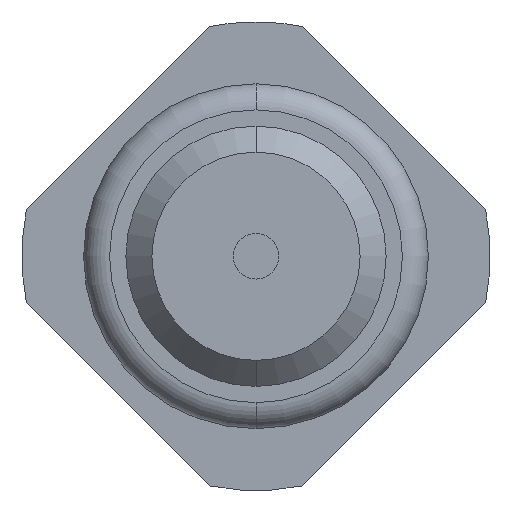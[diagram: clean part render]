
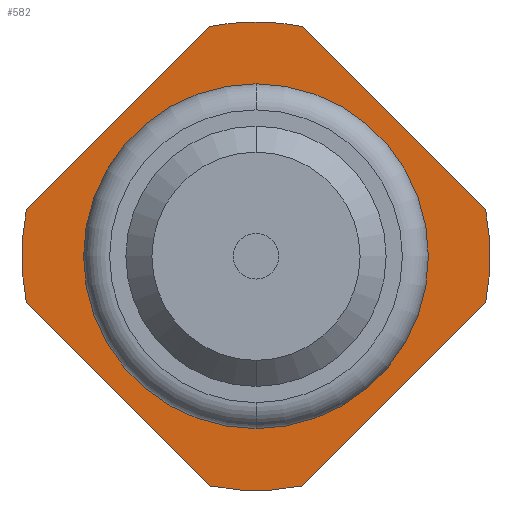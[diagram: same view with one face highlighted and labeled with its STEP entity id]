
A CAD part, front view. The second image highlights one B-rep face of the part: STEP entity #582.
In plain terms, the highlighted planar face has unit normal (0, -1, 0).
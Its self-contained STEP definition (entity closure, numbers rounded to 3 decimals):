
#134 = DIRECTION ( 'NONE',  ( 0., 0., 1. ) ) ;
#278 = EDGE_CURVE ( 'NONE', #2990, #363, #4815, .T. ) ;
#308 = ORIENTED_EDGE ( 'NONE', *, *, #5620, .F. ) ;
#338 = DIRECTION ( 'NONE',  ( 0., 0., 1. ) ) ;
#363 = VERTEX_POINT ( 'NONE', #1265 ) ;
#510 = AXIS2_PLACEMENT_3D ( 'NONE', #4222, #5254, #134 ) ;
#582 = ADVANCED_FACE ( 'Defeature ausgef�hrt2_2', ( #1777, #6569 ), #793, .F. ) ;
#697 = EDGE_CURVE ( 'NONE', #4107, #1254, #2454, .T. ) ;
#770 = DIRECTION ( 'NONE',  ( -0.707, 0., -0.707 ) ) ;
#793 = PLANE ( 'NONE',  #3443 ) ;
#800 = DIRECTION ( 'NONE',  ( 0.707, 0., 0.707 ) ) ;
#825 = CARTESIAN_POINT ( 'NONE',  ( 1.8, -2., 0. ) ) ;
#856 = CIRCLE ( 'NONE', #1173, 1.325 ) ;
#955 = EDGE_LOOP ( 'NONE', ( #4183, #989 ) ) ;
#967 = CIRCLE ( 'NONE', #1287, 1.325 ) ;
#976 = AXIS2_PLACEMENT_3D ( 'NONE', #2379, #4465, #338 ) ;
#989 = ORIENTED_EDGE ( 'NONE', *, *, #3418, .T. ) ;
#1076 = CARTESIAN_POINT ( 'NONE',  ( 0., -2., 0. ) ) ;
#1173 = AXIS2_PLACEMENT_3D ( 'NONE', #1923, #5090, #6183 ) ;
#1197 = CARTESIAN_POINT ( 'NONE',  ( 0., -2., 0. ) ) ;
#1241 = EDGE_CURVE ( 'NONE', #2922, #5360, #1661, .T. ) ;
#1254 = VERTEX_POINT ( 'NONE', #2748 ) ;
#1265 = CARTESIAN_POINT ( 'NONE',  ( -0.357, -2., 1.764 ) ) ;
#1287 = AXIS2_PLACEMENT_3D ( 'NONE', #1076, #5302, #2712 ) ;
#1343 = ORIENTED_EDGE ( 'NONE', *, *, #1241, .F. ) ;
#1444 = ORIENTED_EDGE ( 'NONE', *, *, #5041, .F. ) ;
#1477 = DIRECTION ( 'NONE',  ( 0., 0., 1. ) ) ;
#1495 = ORIENTED_EDGE ( 'NONE', *, *, #5081, .F. ) ;
#1509 = DIRECTION ( 'NONE',  ( 0., 1., 0. ) ) ;
#1661 = LINE ( 'NONE', #4178, #2866 ) ;
#1716 = CARTESIAN_POINT ( 'NONE',  ( -0.161, -2., 1.961 ) ) ;
#1719 = LINE ( 'NONE', #2326, #6295 ) ;
#1777 = FACE_BOUND ( 'NONE', #955, .T. ) ;
#1923 = CARTESIAN_POINT ( 'NONE',  ( 0., -2., 0. ) ) ;
#2080 = DIRECTION ( 'NONE',  ( 0.707, 0., -0.707 ) ) ;
#2086 = EDGE_CURVE ( 'NONE', #5360, #2990, #5519, .T. ) ;
#2222 = CARTESIAN_POINT ( 'NONE',  ( 0., -2., 1.325 ) ) ;
#2231 = VERTEX_POINT ( 'NONE', #2892 ) ;
#2306 = DIRECTION ( 'NONE',  ( 0., 1., 0. ) ) ;
#2326 = CARTESIAN_POINT ( 'NONE',  ( 1.961, -2., -0.161 ) ) ;
#2379 = CARTESIAN_POINT ( 'NONE',  ( 0., -2., 0. ) ) ;
#2454 = LINE ( 'NONE', #3068, #3119 ) ;
#2569 = CARTESIAN_POINT ( 'NONE',  ( 0., -2., -1.325 ) ) ;
#2606 = AXIS2_PLACEMENT_3D ( 'NONE', #4908, #2306, #6481 ) ;
#2712 = DIRECTION ( 'NONE',  ( 0., 0., 1. ) ) ;
#2748 = CARTESIAN_POINT ( 'NONE',  ( 1.764, -2., 0.357 ) ) ;
#2866 = VECTOR ( 'NONE', #4274, 1000. ) ;
#2876 = VERTEX_POINT ( 'NONE', #2222 ) ;
#2892 = CARTESIAN_POINT ( 'NONE',  ( 1.764, -2., -0.357 ) ) ;
#2922 = VERTEX_POINT ( 'NONE', #4446 ) ;
#2923 = EDGE_CURVE ( 'NONE', #2231, #5021, #1719, .T. ) ;
#2990 = VERTEX_POINT ( 'NONE', #4962 ) ;
#3068 = CARTESIAN_POINT ( 'NONE',  ( 1.961, -2., 0.161 ) ) ;
#3119 = VECTOR ( 'NONE', #2080, 1000. ) ;
#3269 = DIRECTION ( 'NONE',  ( 0., 1., 0. ) ) ;
#3418 = EDGE_CURVE ( 'NONE', #6617, #2876, #856, .T. ) ;
#3443 = AXIS2_PLACEMENT_3D ( 'NONE', #825, #6491, #5564 ) ;
#3746 = DIRECTION ( 'NONE',  ( 0., 0., 1. ) ) ;
#3888 = CIRCLE ( 'NONE', #4788, 1.8 ) ;
#3916 = EDGE_CURVE ( 'NONE', #2876, #6617, #967, .T. ) ;
#4022 = CIRCLE ( 'NONE', #2606, 1.8 ) ;
#4083 = ORIENTED_EDGE ( 'NONE', *, *, #697, .F. ) ;
#4107 = VERTEX_POINT ( 'NONE', #6607 ) ;
#4178 = CARTESIAN_POINT ( 'NONE',  ( -0.161, -2., -1.961 ) ) ;
#4183 = ORIENTED_EDGE ( 'NONE', *, *, #3916, .T. ) ;
#4190 = ORIENTED_EDGE ( 'NONE', *, *, #278, .F. ) ;
#4222 = CARTESIAN_POINT ( 'NONE',  ( 0., -2., 0. ) ) ;
#4274 = DIRECTION ( 'NONE',  ( -0.707, 0., 0.707 ) ) ;
#4340 = CIRCLE ( 'NONE', #5660, 1.8 ) ;
#4446 = CARTESIAN_POINT ( 'NONE',  ( -0.357, -2., -1.764 ) ) ;
#4465 = DIRECTION ( 'NONE',  ( 0., 1., 0. ) ) ;
#4694 = ORIENTED_EDGE ( 'NONE', *, *, #2923, .F. ) ;
#4744 = EDGE_CURVE ( 'NONE', #363, #6041, #4340, .T. ) ;
#4759 = VECTOR ( 'NONE', #800, 1000. ) ;
#4788 = AXIS2_PLACEMENT_3D ( 'NONE', #1197, #3269, #3746 ) ;
#4815 = LINE ( 'NONE', #1716, #4759 ) ;
#4908 = CARTESIAN_POINT ( 'NONE',  ( 0., -2., 0. ) ) ;
#4962 = CARTESIAN_POINT ( 'NONE',  ( -1.764, -2., 0.357 ) ) ;
#4978 = CARTESIAN_POINT ( 'NONE',  ( 0.357, -2., -1.764 ) ) ;
#5021 = VERTEX_POINT ( 'NONE', #4978 ) ;
#5041 = EDGE_CURVE ( 'NONE', #6041, #4107, #5554, .T. ) ;
#5081 = EDGE_CURVE ( 'NONE', #1254, #2231, #4022, .T. ) ;
#5090 = DIRECTION ( 'NONE',  ( 0., 1., 0. ) ) ;
#5254 = DIRECTION ( 'NONE',  ( 0., 1., 0. ) ) ;
#5302 = DIRECTION ( 'NONE',  ( 0., 1., 0. ) ) ;
#5355 = ORIENTED_EDGE ( 'NONE', *, *, #4744, .F. ) ;
#5360 = VERTEX_POINT ( 'NONE', #6398 ) ;
#5519 = CIRCLE ( 'NONE', #510, 1.8 ) ;
#5554 = CIRCLE ( 'NONE', #976, 1.8 ) ;
#5564 = DIRECTION ( 'NONE',  ( 0., 0., 1. ) ) ;
#5593 = CARTESIAN_POINT ( 'NONE',  ( 0., -2., 0. ) ) ;
#5620 = EDGE_CURVE ( 'NONE', #5021, #2922, #3888, .T. ) ;
#5660 = AXIS2_PLACEMENT_3D ( 'NONE', #5593, #1509, #1477 ) ;
#5672 = ORIENTED_EDGE ( 'NONE', *, *, #2086, .F. ) ;
#5824 = EDGE_LOOP ( 'NONE', ( #4083, #1444, #5355, #4190, #5672, #1343, #308, #4694, #1495 ) ) ;
#6041 = VERTEX_POINT ( 'NONE', #6484 ) ;
#6183 = DIRECTION ( 'NONE',  ( 0., 0., 1. ) ) ;
#6295 = VECTOR ( 'NONE', #770, 1000. ) ;
#6398 = CARTESIAN_POINT ( 'NONE',  ( -1.764, -2., -0.357 ) ) ;
#6481 = DIRECTION ( 'NONE',  ( 0., 0., 1. ) ) ;
#6484 = CARTESIAN_POINT ( 'NONE',  ( 0., -2., 1.8 ) ) ;
#6491 = DIRECTION ( 'NONE',  ( 0., 1., 0. ) ) ;
#6569 = FACE_OUTER_BOUND ( 'NONE', #5824, .T. ) ;
#6607 = CARTESIAN_POINT ( 'NONE',  ( 0.357, -2., 1.764 ) ) ;
#6617 = VERTEX_POINT ( 'NONE', #2569 ) ;
